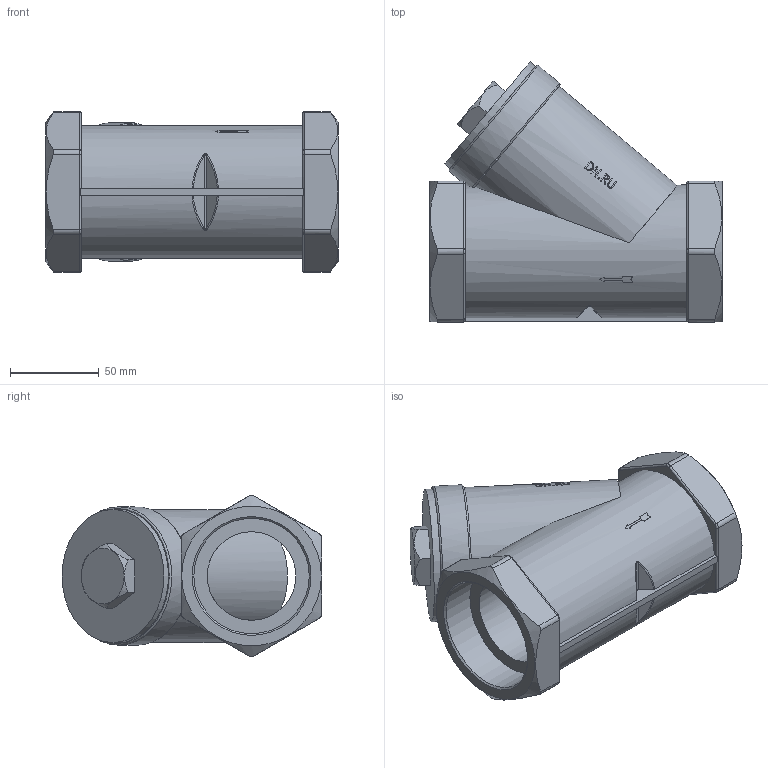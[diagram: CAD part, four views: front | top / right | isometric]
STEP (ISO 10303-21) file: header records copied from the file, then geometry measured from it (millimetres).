
FILE_DESCRIPTION(/* description */ (''),/* implementation_level */ '2;1');
FILE_NAME(/* name */ 'DN65_3D_STEP.stp',/* time_stamp */ '2024-04-14T23:51:53+03:00',/* author */ ('igorr'),/* organization */ (''),/* preprocessor_version */ 'ST-DEVELOPER v19.2',/* originating_system */ 'Autodesk Inventor 2023',/* authorisation */ '');
FILE_SCHEMA (('AUTOMOTIVE_DESIGN { 1 0 10303 214 3 1 1 }'));
Length unit declared in the file: millimetre
Products named in the file (1): Деталь
Bounding box: 165 x 146.54 x 90.76 mm (x, y, z)
Volume: 796565.6 mm3; surface area: 93715.3 mm2
Topology: 1 solids, 1 shells, 178 faces, 467 edges, 303 vertices
Faces by surface type: plane 86, cylinder 43, bspline 30, torus 14, cone 5
Full cylindrical faces by diameter (mm): 50 x1, 65 x2, 75 x1, 78 x1
Entity records: 6969 total; most frequent: CARTESIAN_POINT 2464, ORIENTED_EDGE 934, DIRECTION 855, EDGE_CURVE 467, AXIS2_PLACEMENT_3D 340, VERTEX_POINT 303, EDGE_LOOP 194, STYLED_ITEM 179
